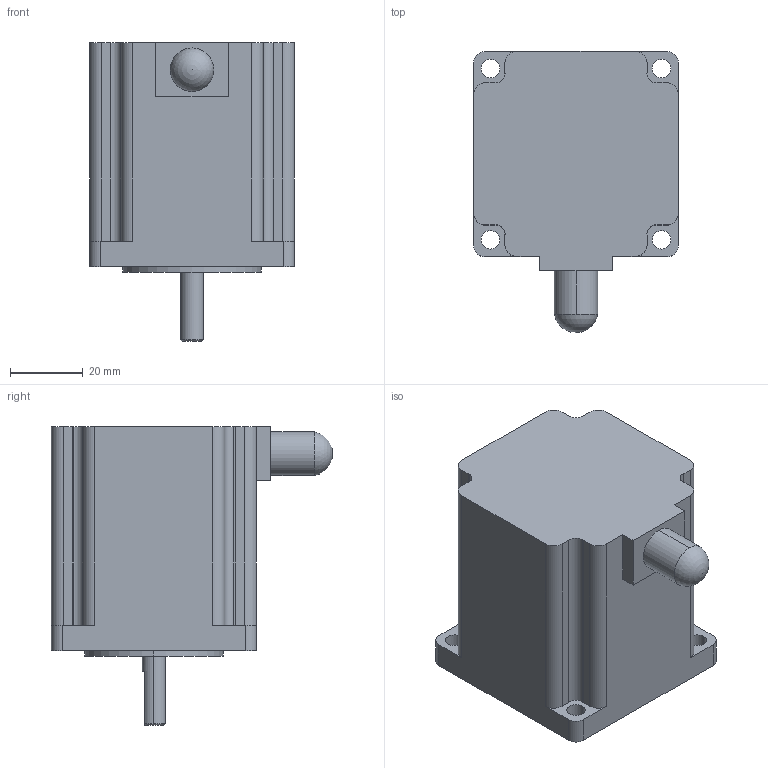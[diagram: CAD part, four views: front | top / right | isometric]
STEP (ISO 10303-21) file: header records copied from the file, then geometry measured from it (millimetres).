
FILE_DESCRIPTION (( 'STEP AP214' ), '1' );
FILE_NAME ('AM23HS2450-03.STEP', '2016-06-16T04:58:48', ( 'jrww' ), ( 'jrww' ), 'SwSTEP 2.0', 'SolidWorks 2011', '' );
FILE_SCHEMA (( 'AUTOMOTIVE_DESIGN' ));
Length unit declared in the file: millimetre
Products named in the file (1): AM23HS2450-03
Bounding box: 56.4 x 77.4 x 82.3 mm (x, y, z)
Volume: 183785.7 mm3; surface area: 21038.7 mm2
Topology: 1 solids, 1 shells, 62 faces, 171 edges, 113 vertices
Faces by surface type: cylinder 32, plane 26, cone 3, sphere 1
Entity records: 2037 total; most frequent: DIRECTION 361, CARTESIAN_POINT 356, ORIENTED_EDGE 336, EDGE_CURVE 168, AXIS2_PLACEMENT_3D 132, VERTEX_POINT 111, LINE 97, VECTOR 97
